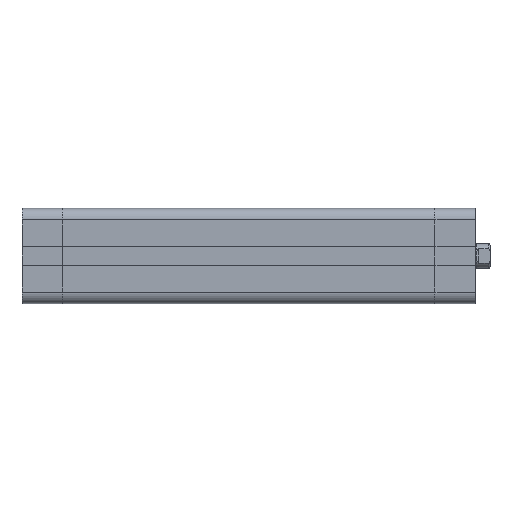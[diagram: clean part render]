
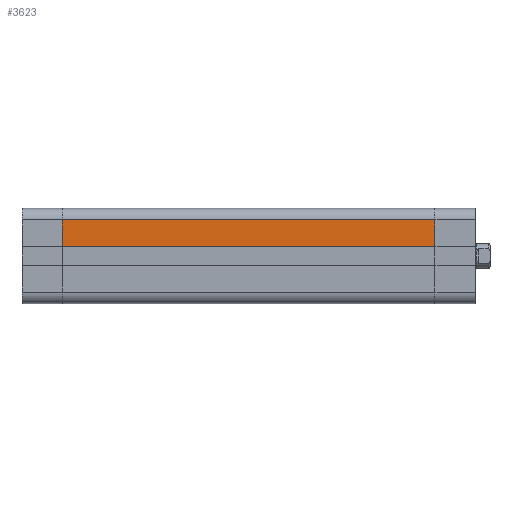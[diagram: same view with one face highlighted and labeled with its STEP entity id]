
A CAD part, front view. The second image highlights one B-rep face of the part: STEP entity #3623.
In plain terms, the highlighted planar face has unit normal (0, -1, 0).
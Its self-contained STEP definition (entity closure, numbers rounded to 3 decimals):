
#4 = VERTEX_POINT ( 'NONE', #302 ) ;
#302 = CARTESIAN_POINT ( 'NONE',  ( -11., -14.5, 0. ) ) ;
#1127 = CARTESIAN_POINT ( 'NONE',  ( -11., -14.5, -113.5 ) ) ;
#1128 = PLANE ( 'NONE',  #3959 ) ;
#1130 = DIRECTION ( 'NONE',  ( 0., -1., 0. ) ) ;
#1131 = DIRECTION ( 'NONE',  ( 0., 0., -1. ) ) ;
#1729 = FACE_OUTER_BOUND ( 'NONE', #2773, .T. ) ;
#2295 = LINE ( 'NONE', #5136, #2298 ) ;
#2298 = VECTOR ( 'NONE', #5139, 1000. ) ;
#2412 = LINE ( 'NONE', #5301, #2418 ) ;
#2418 = VECTOR ( 'NONE', #5304, 1000. ) ;
#2419 = LINE ( 'NONE', #5307, #2425 ) ;
#2425 = VECTOR ( 'NONE', #5312, 1000. ) ;
#2462 = LINE ( 'NONE', #5363, #2463 ) ;
#2463 = VECTOR ( 'NONE', #5364, 1000. ) ;
#2773 = EDGE_LOOP ( 'NONE', ( #7812, #7861, #2874, #2832 ) ) ;
#2832 = ORIENTED_EDGE ( 'NONE', *, *, #7056, .T. ) ;
#2874 = ORIENTED_EDGE ( 'NONE', *, *, #6985, .F. ) ;
#3623 = ADVANCED_FACE ( 'NONE', ( #1729 ), #1128, .T. ) ;
#3959 = AXIS2_PLACEMENT_3D ( 'NONE', #1127, #1130, #1131 ) ;
#5136 = CARTESIAN_POINT ( 'NONE',  ( -11., -14.5, -113.5 ) ) ;
#5139 = DIRECTION ( 'NONE',  ( 0., 0., 1. ) ) ;
#5301 = CARTESIAN_POINT ( 'NONE',  ( -11., -14.5, -113.5 ) ) ;
#5304 = DIRECTION ( 'NONE',  ( 1., 0., 0. ) ) ;
#5307 = CARTESIAN_POINT ( 'NONE',  ( -2.85, -14.5, -113.5 ) ) ;
#5312 = DIRECTION ( 'NONE',  ( 0., 0., 1. ) ) ;
#5363 = CARTESIAN_POINT ( 'NONE',  ( -11., -14.5, 0. ) ) ;
#5364 = DIRECTION ( 'NONE',  ( 1., 0., 0. ) ) ;
#6620 = CARTESIAN_POINT ( 'NONE',  ( -2.85, -14.5, -113.5 ) ) ;
#6642 = CARTESIAN_POINT ( 'NONE',  ( -11., -14.5, -113.5 ) ) ;
#6663 = CARTESIAN_POINT ( 'NONE',  ( -2.85, -14.5, 0. ) ) ;
#6985 = EDGE_CURVE ( 'NONE', #7967, #4, #2295, .T. ) ;
#7056 = EDGE_CURVE ( 'NONE', #7967, #7945, #2412, .T. ) ;
#7060 = EDGE_CURVE ( 'NONE', #7945, #7989, #2419, .T. ) ;
#7082 = EDGE_CURVE ( 'NONE', #4, #7989, #2462, .T. ) ;
#7812 = ORIENTED_EDGE ( 'NONE', *, *, #7060, .T. ) ;
#7861 = ORIENTED_EDGE ( 'NONE', *, *, #7082, .F. ) ;
#7945 = VERTEX_POINT ( 'NONE', #6620 ) ;
#7967 = VERTEX_POINT ( 'NONE', #6642 ) ;
#7989 = VERTEX_POINT ( 'NONE', #6663 ) ;
